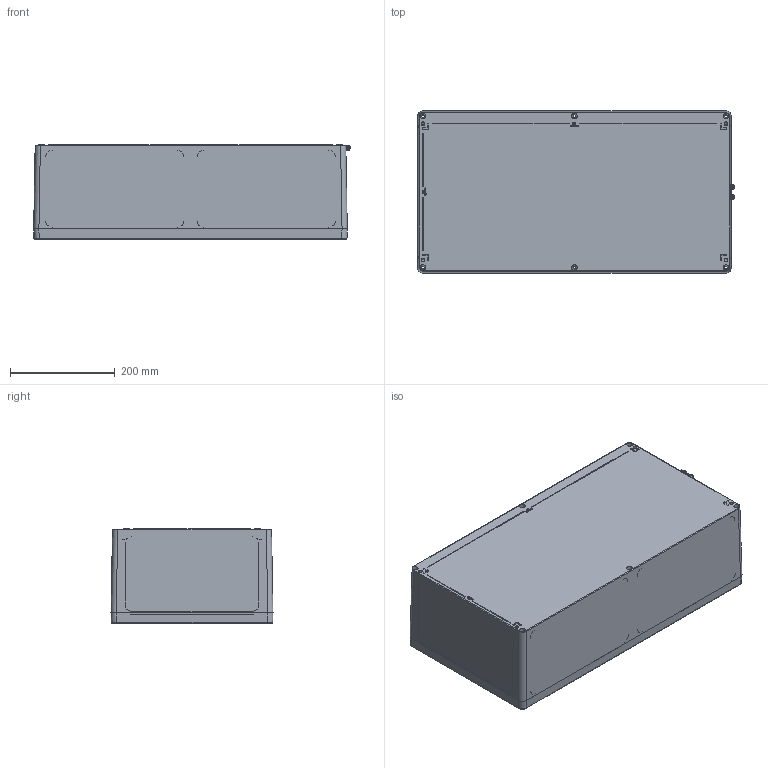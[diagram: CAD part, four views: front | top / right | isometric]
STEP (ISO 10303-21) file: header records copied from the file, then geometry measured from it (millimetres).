
FILE_DESCRIPTION((''),'2;1');
FILE_NAME('MBA Ex- 603118.stp','2011-12-21T14:18:23',('stefan.grimm'),(''),'Autodesk Inventor 2012','Autodesk Inventor 2012','');
FILE_SCHEMA(('AUTOMOTIVE_DESIGN { 1 0 10303 214 1 1 1 1 }'));
Length unit declared in the file: millimetre
Products named in the file (8): MBA Ex- 603118; MBA UT-603118 Aussenerde; OT-603118; Aussenerde m5 2; Aussenerde groß; AS 1968 5; NF EN 28744 - ersetzt durch NF EN ISO 8744 2 x 8; AS 1427 H - Metrisch M5 x 16
Assembly tree (10 placements, depth 3):
  MBA Ex- 603118
    MBA UT-603118 Aussenerde
    OT-603118
    Aussenerde m5 2
      Aussenerde groß  x2
      AS 1968 5  x2
      NF EN 28744 - ersetzt durch NF EN ISO 8744 2 x 8
      AS 1427 H - Metrisch M5 x 16  x2
Bounding box: 605.83 x 310 x 181 mm (x, y, z)
Volume: 4210059.3 mm3; surface area: 1432271.8 mm2
Topology: 9 solids, 9 shells, 1111 faces, 2829 edges, 1817 vertices
Faces by surface type: plane 436, bspline 359, cylinder 213, cone 76, sphere 17, torus 10
Full cylindrical faces by diameter (mm): 2 x3, 4.134 x2, 4.51 x2, 4.917 x11, 5 x2, 5.4 x6, 5.5 x4, 7 x4, 11 x6
Entity records: 45953 total; most frequent: CARTESIAN_POINT 22364, ORIENTED_EDGE 5196, DIRECTION 3906, EDGE_CURVE 2598, VERTEX_POINT 1714, VECTOR 1340, LINE 1340, AXIS2_PLACEMENT_3D 1283
